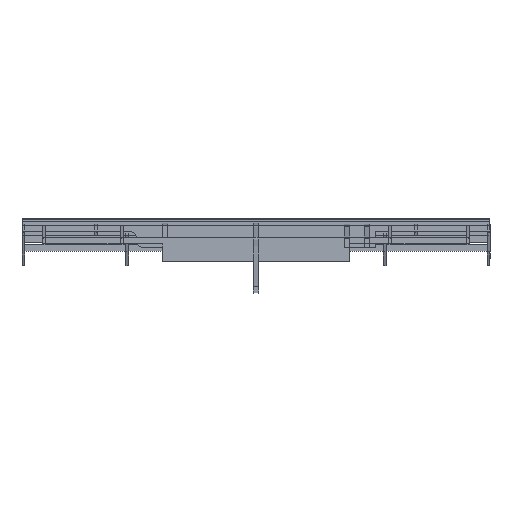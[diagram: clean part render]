
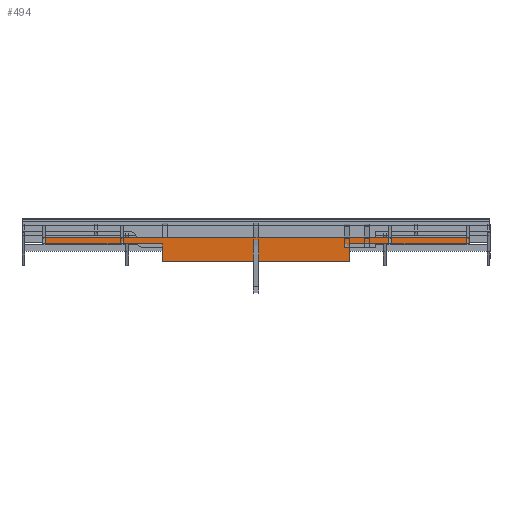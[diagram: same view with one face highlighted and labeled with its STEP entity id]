
A CAD part, front view. The second image highlights one B-rep face of the part: STEP entity #494.
In plain terms, the highlighted planar face has unit normal (0, -1, 0).
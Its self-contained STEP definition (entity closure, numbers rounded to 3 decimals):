
#36 = VECTOR ( 'NONE', #1805, 1000. ) ;
#179 = EDGE_CURVE ( 'NONE', #3825, #4871, #5361, .T. ) ;
#290 = LINE ( 'NONE', #3073, #6510 ) ;
#332 = CARTESIAN_POINT ( 'NONE',  ( 820.492, -441.242, -187.093 ) ) ;
#453 = ORIENTED_EDGE ( 'NONE', *, *, #6432, .F. ) ;
#494 = ADVANCED_FACE ( 'NONE', ( #5943 ), #4350, .F. ) ;
#742 = ORIENTED_EDGE ( 'NONE', *, *, #5858, .F. ) ;
#819 = VECTOR ( 'NONE', #1922, 1000. ) ;
#990 = LINE ( 'NONE', #5389, #7131 ) ;
#1225 = AXIS2_PLACEMENT_3D ( 'NONE', #5815, #8858, #7207 ) ;
#1325 = EDGE_LOOP ( 'NONE', ( #6921, #4301, #453, #1356, #4605, #8230, #4304, #742 ) ) ;
#1356 = ORIENTED_EDGE ( 'NONE', *, *, #7705, .T. ) ;
#1422 = DIRECTION ( 'NONE',  ( -1., 0., 0. ) ) ;
#1582 = EDGE_CURVE ( 'NONE', #3211, #4838, #290, .T. ) ;
#1805 = DIRECTION ( 'NONE',  ( 0., 0., 1. ) ) ;
#1871 = CARTESIAN_POINT ( 'NONE',  ( 820.492, -441.242, -540.913 ) ) ;
#1873 = VECTOR ( 'NONE', #4886, 1000. ) ;
#1922 = DIRECTION ( 'NONE',  ( 0., 0., 1. ) ) ;
#2118 = CARTESIAN_POINT ( 'NONE',  ( 820.492, -441.242, -187.093 ) ) ;
#2190 = CARTESIAN_POINT ( 'NONE',  ( -820.493, -441.242, -161.905 ) ) ;
#2398 = LINE ( 'NONE', #3989, #8137 ) ;
#2545 = EDGE_CURVE ( 'NONE', #2841, #3825, #3559, .T. ) ;
#2555 = VERTEX_POINT ( 'NONE', #9111 ) ;
#2841 = VERTEX_POINT ( 'NONE', #7543 ) ;
#3020 = CARTESIAN_POINT ( 'NONE',  ( 360.48, -441.242, -187.093 ) ) ;
#3073 = CARTESIAN_POINT ( 'NONE',  ( 820.492, -441.242, -187.093 ) ) ;
#3090 = VERTEX_POINT ( 'NONE', #4475 ) ;
#3211 = VERTEX_POINT ( 'NONE', #332 ) ;
#3390 = LINE ( 'NONE', #5683, #1873 ) ;
#3559 = LINE ( 'NONE', #2118, #4496 ) ;
#3825 = VERTEX_POINT ( 'NONE', #7890 ) ;
#3989 = CARTESIAN_POINT ( 'NONE',  ( 820.492, -441.242, -161.905 ) ) ;
#4301 = ORIENTED_EDGE ( 'NONE', *, *, #2545, .F. ) ;
#4304 = ORIENTED_EDGE ( 'NONE', *, *, #6165, .T. ) ;
#4350 = PLANE ( 'NONE',  #1225 ) ;
#4475 = CARTESIAN_POINT ( 'NONE',  ( 820.492, -441.242, -161.905 ) ) ;
#4480 = DIRECTION ( 'NONE',  ( -1., 0., 0. ) ) ;
#4496 = VECTOR ( 'NONE', #1422, 1000. ) ;
#4605 = ORIENTED_EDGE ( 'NONE', *, *, #6595, .T. ) ;
#4838 = VERTEX_POINT ( 'NONE', #3020 ) ;
#4871 = VERTEX_POINT ( 'NONE', #2190 ) ;
#4886 = DIRECTION ( 'NONE',  ( 0., 0., 1. ) ) ;
#5142 = CARTESIAN_POINT ( 'NONE',  ( 360.48, -441.242, -255. ) ) ;
#5361 = LINE ( 'NONE', #8876, #36 ) ;
#5367 = CARTESIAN_POINT ( 'NONE',  ( -360.48, -441.242, -540.913 ) ) ;
#5389 = CARTESIAN_POINT ( 'NONE',  ( 820.492, -441.242, -255. ) ) ;
#5483 = DIRECTION ( 'NONE',  ( 1., 0., 0. ) ) ;
#5683 = CARTESIAN_POINT ( 'NONE',  ( 360.48, -441.242, -540.913 ) ) ;
#5815 = CARTESIAN_POINT ( 'NONE',  ( 820.492, -441.242, -540.913 ) ) ;
#5858 = EDGE_CURVE ( 'NONE', #4871, #3090, #2398, .T. ) ;
#5943 = FACE_OUTER_BOUND ( 'NONE', #1325, .T. ) ;
#6161 = DIRECTION ( 'NONE',  ( 0., 0., 1. ) ) ;
#6165 = EDGE_CURVE ( 'NONE', #3211, #3090, #8246, .T. ) ;
#6432 = EDGE_CURVE ( 'NONE', #2555, #2841, #6813, .T. ) ;
#6510 = VECTOR ( 'NONE', #4480, 1000. ) ;
#6595 = EDGE_CURVE ( 'NONE', #7087, #4838, #3390, .T. ) ;
#6813 = LINE ( 'NONE', #5367, #8447 ) ;
#6921 = ORIENTED_EDGE ( 'NONE', *, *, #179, .F. ) ;
#7087 = VERTEX_POINT ( 'NONE', #5142 ) ;
#7131 = VECTOR ( 'NONE', #5483, 1000. ) ;
#7207 = DIRECTION ( 'NONE',  ( -1., 0., 0. ) ) ;
#7543 = CARTESIAN_POINT ( 'NONE',  ( -360.48, -441.242, -187.093 ) ) ;
#7705 = EDGE_CURVE ( 'NONE', #2555, #7087, #990, .T. ) ;
#7890 = CARTESIAN_POINT ( 'NONE',  ( -820.493, -441.242, -187.093 ) ) ;
#8137 = VECTOR ( 'NONE', #8225, 1000. ) ;
#8225 = DIRECTION ( 'NONE',  ( 1., 0., 0. ) ) ;
#8230 = ORIENTED_EDGE ( 'NONE', *, *, #1582, .F. ) ;
#8246 = LINE ( 'NONE', #1871, #819 ) ;
#8447 = VECTOR ( 'NONE', #6161, 1000. ) ;
#8858 = DIRECTION ( 'NONE',  ( 0., 1., 0. ) ) ;
#8876 = CARTESIAN_POINT ( 'NONE',  ( -820.493, -441.242, -540.913 ) ) ;
#9111 = CARTESIAN_POINT ( 'NONE',  ( -360.48, -441.242, -255. ) ) ;
